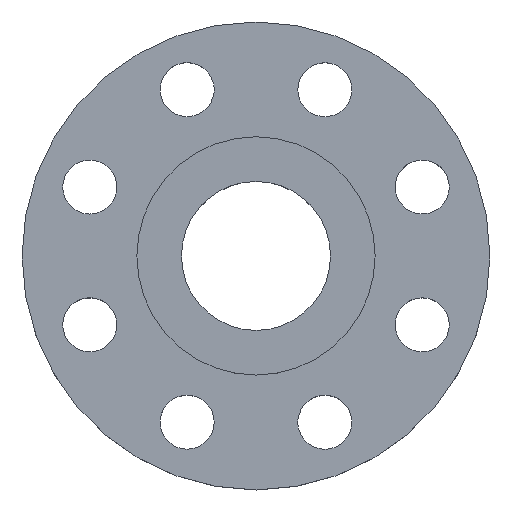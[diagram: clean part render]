
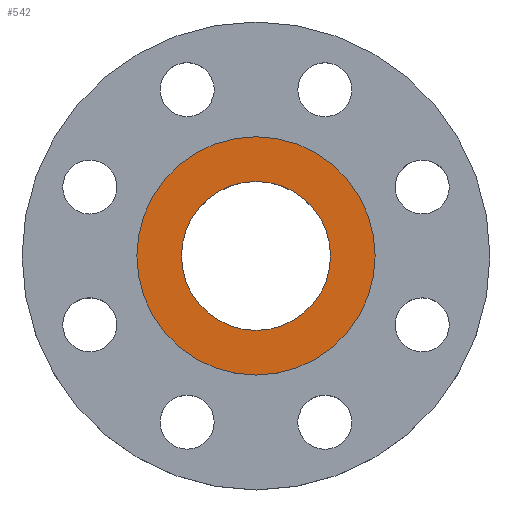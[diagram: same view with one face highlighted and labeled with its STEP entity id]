
A CAD part, top view. The second image highlights one B-rep face of the part: STEP entity #542.
In plain terms, the highlighted planar face has unit normal (0, 0, 1).
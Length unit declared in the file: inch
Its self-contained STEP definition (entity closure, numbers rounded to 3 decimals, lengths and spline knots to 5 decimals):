
#33 = VERTEX_POINT ( 'NONE', #902 ) ;
#60 = DIRECTION ( 'NONE',  ( 0., 0., 1. ) ) ;
#67 = DIRECTION ( 'NONE',  ( 1., 0., 0. ) ) ;
#85 = AXIS2_PLACEMENT_3D ( 'NONE', #807, #60, #67 ) ;
#118 = CIRCLE ( 'NONE', #318, 1.655 ) ;
#124 = EDGE_LOOP ( 'NONE', ( #298, #750 ) ) ;
#158 = DIRECTION ( 'NONE',  ( 1., 0., 0. ) ) ;
#180 = CIRCLE ( 'NONE', #719, 1.035 ) ;
#195 = VERTEX_POINT ( 'NONE', #659 ) ;
#220 = CARTESIAN_POINT ( 'NONE',  ( 0., 0., 0. ) ) ;
#226 = CIRCLE ( 'NONE', #705, 1.035 ) ;
#298 = ORIENTED_EDGE ( 'NONE', *, *, #593, .F. ) ;
#299 = CARTESIAN_POINT ( 'NONE',  ( 1.655, 0., 0. ) ) ;
#318 = AXIS2_PLACEMENT_3D ( 'NONE', #427, #996, #667 ) ;
#364 = CIRCLE ( 'NONE', #635, 1.655 ) ;
#380 = EDGE_CURVE ( 'NONE', #33, #195, #180, .T. ) ;
#427 = CARTESIAN_POINT ( 'NONE',  ( 0., 0., 0. ) ) ;
#454 = VERTEX_POINT ( 'NONE', #299 ) ;
#459 = ORIENTED_EDGE ( 'NONE', *, *, #884, .T. ) ;
#476 = DIRECTION ( 'NONE',  ( 0., 0., 1. ) ) ;
#542 = ADVANCED_FACE ( 'NONE', ( #890, #960 ), #639, .T. ) ;
#593 = EDGE_CURVE ( 'NONE', #195, #33, #226, .T. ) ;
#598 = DIRECTION ( 'NONE',  ( 1., 0., 0. ) ) ;
#605 = DIRECTION ( 'NONE',  ( 0., 0., 1. ) ) ;
#635 = AXIS2_PLACEMENT_3D ( 'NONE', #220, #476, #158 ) ;
#639 = PLANE ( 'NONE',  #85 ) ;
#659 = CARTESIAN_POINT ( 'NONE',  ( 1.035, 0., 0. ) ) ;
#667 = DIRECTION ( 'NONE',  ( 1., 0., 0. ) ) ;
#690 = DIRECTION ( 'NONE',  ( 0., 0., 1. ) ) ;
#705 = AXIS2_PLACEMENT_3D ( 'NONE', #939, #605, #774 ) ;
#719 = AXIS2_PLACEMENT_3D ( 'NONE', #930, #690, #598 ) ;
#740 = CARTESIAN_POINT ( 'NONE',  ( -1.655, 0., 0. ) ) ;
#750 = ORIENTED_EDGE ( 'NONE', *, *, #380, .F. ) ;
#768 = EDGE_LOOP ( 'NONE', ( #860, #459 ) ) ;
#774 = DIRECTION ( 'NONE',  ( 1., 0., 0. ) ) ;
#776 = EDGE_CURVE ( 'NONE', #454, #977, #364, .T. ) ;
#807 = CARTESIAN_POINT ( 'NONE',  ( 0., 0., 0. ) ) ;
#860 = ORIENTED_EDGE ( 'NONE', *, *, #776, .T. ) ;
#884 = EDGE_CURVE ( 'NONE', #977, #454, #118, .T. ) ;
#890 = FACE_BOUND ( 'NONE', #124, .T. ) ;
#902 = CARTESIAN_POINT ( 'NONE',  ( -1.035, 0., 0. ) ) ;
#930 = CARTESIAN_POINT ( 'NONE',  ( 0., 0., 0. ) ) ;
#939 = CARTESIAN_POINT ( 'NONE',  ( 0., 0., 0. ) ) ;
#960 = FACE_OUTER_BOUND ( 'NONE', #768, .T. ) ;
#977 = VERTEX_POINT ( 'NONE', #740 ) ;
#996 = DIRECTION ( 'NONE',  ( 0., 0., 1. ) ) ;
